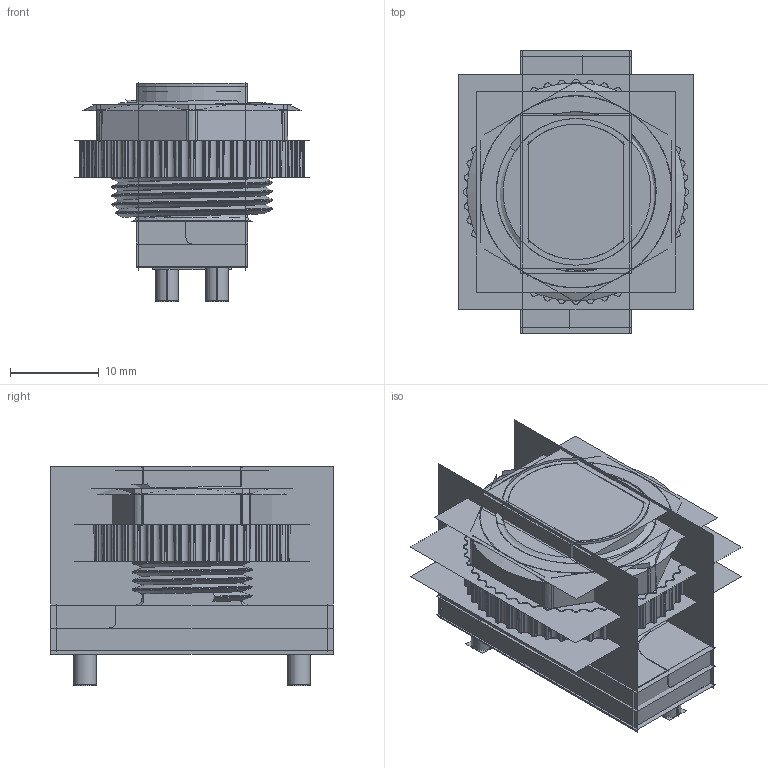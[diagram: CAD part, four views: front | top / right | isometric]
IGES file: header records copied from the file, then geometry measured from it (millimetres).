
Start section:  PTC IGES file: 214679.igs
Global section: file name: 214679.igs; native system: Creo Parametric by PTC Inc.; preprocessor: 2018300; author: pdmadmin; organization: Unknown; date: 20191014.105133; units: millimetre
Bounding box: 26.42 x 31.8 x 24.66 mm (x, y, z)
Volume: 4557.7 mm3; surface area: 63528.8 mm2
Topology: 8 solids, 10 shells, 1330 faces, 6912 edges, 8665 vertices
Faces by surface type: bspline 788, revolution 542
